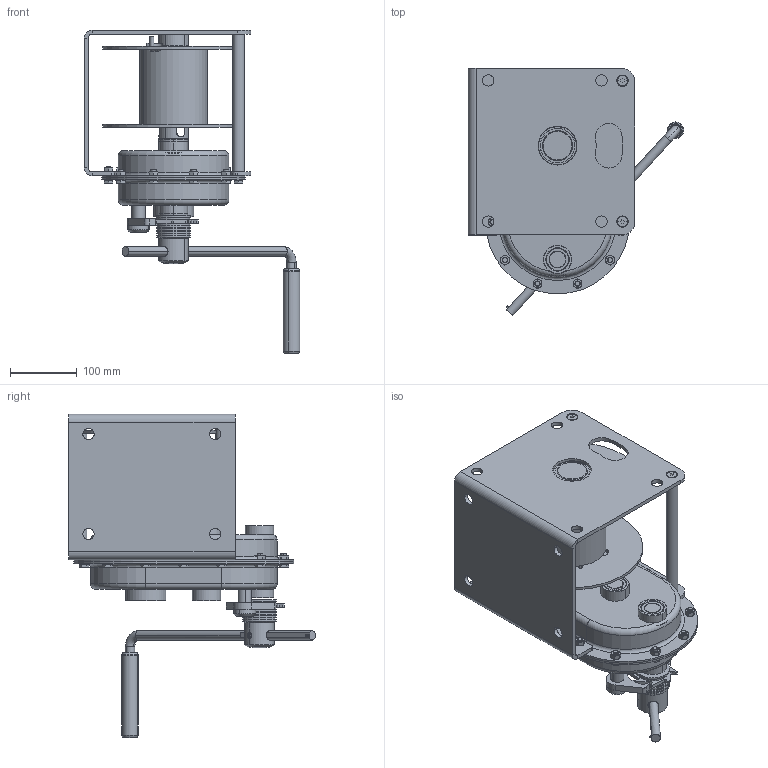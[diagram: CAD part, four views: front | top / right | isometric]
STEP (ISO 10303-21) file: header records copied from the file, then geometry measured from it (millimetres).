
FILE_DESCRIPTION (( 'STEP AP203' ), '1' );
FILE_NAME ('SL3770 TL1500.STEP', '2014-04-03T11:48:05', ( ' ' ), ( '' ), 'SwSTEP 2.0', 'SolidWorks 2012', '' );
FILE_SCHEMA (( 'CONFIG_CONTROL_DESIGN' ));
Length unit declared in the file: millimetre
Products named in the file (1): SL3770 TL1500
Bounding box: 323.44 x 370.5 x 486.1 mm (x, y, z)
Surface area: 793721.6 mm2 (no closed solid volume)
Topology: 0 solids, 104 shells, 754 faces, 2162 edges, 1467 vertices
Faces by surface type: plane 295, cylinder 247, cone 182, torus 18, bspline 6, sphere 6
Entity records: 27226 total; most frequent: CARTESIAN_POINT 7504, DIRECTION 4318, ORIENTED_EDGE 3508, EDGE_CURVE 2162, AXIS2_PLACEMENT_3D 1725, VERTEX_POINT 1467, CIRCLE 976, EDGE_LOOP 910
